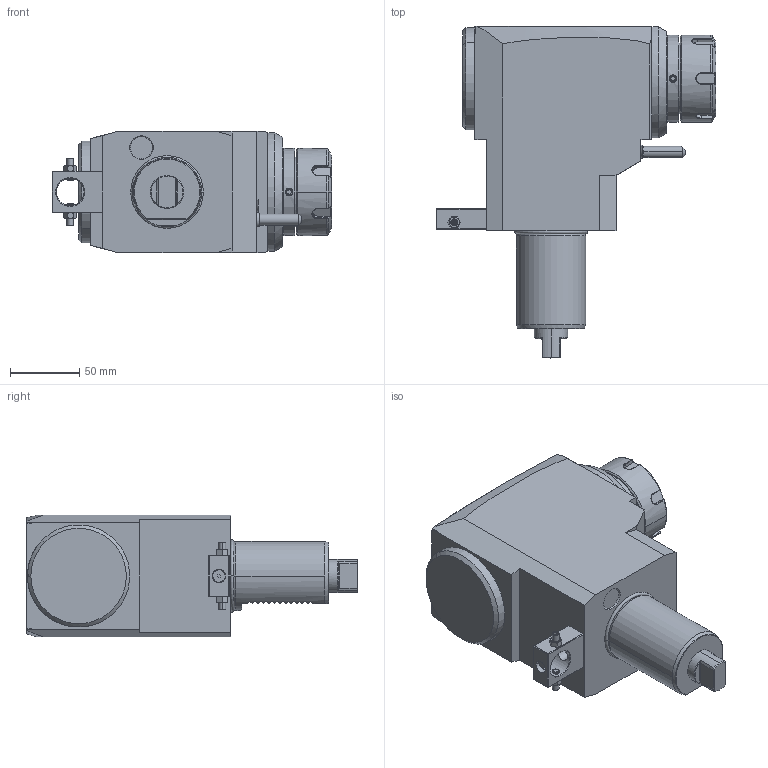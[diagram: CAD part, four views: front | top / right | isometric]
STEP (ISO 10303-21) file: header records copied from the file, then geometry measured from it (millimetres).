
FILE_DESCRIPTION((''),'2;1');
FILE_NAME('NGT1_50_221_40_1_1_110','2023-04-07T',('vali'),('NOVA GRUP'),'PRO/ENGINEER BY PARAMETRIC TECHNOLOGY CORPORATION, 2010280','PRO/ENGINEER BY PARAMETRIC TECHNOLOGY CORPORATION, 2010280','');
FILE_SCHEMA(('CONFIG_CONTROL_DESIGN'));
Length unit declared in the file: millimetre
Products named in the file (1): NGT1_50_221_40_1_1_110
Bounding box: 202.1 x 240 x 88 mm (x, y, z)
Volume: 1831650.7 mm3; surface area: 114608.6 mm2
Topology: 1 solids, 1 shells, 411 faces, 1040 edges, 641 vertices
Faces by surface type: plane 206, cylinder 91, cone 59, bspline 40, torus 11, extrusion 2, sphere 2
Entity records: 18652 total; most frequent: CARTESIAN_POINT 9481, ORIENTED_EDGE 2056, DIRECTION 1607, EDGE_CURVE 1028, VERTEX_POINT 641, AXIS2_PLACEMENT_3D 544, VECTOR 519, LINE 517
